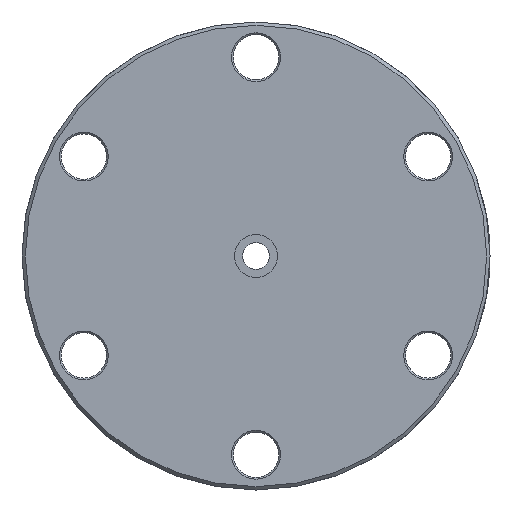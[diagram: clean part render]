
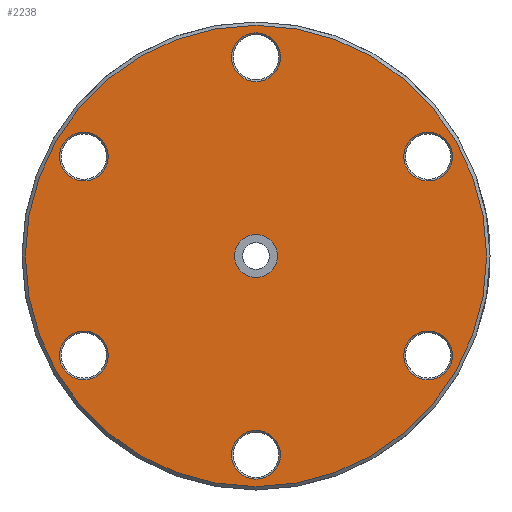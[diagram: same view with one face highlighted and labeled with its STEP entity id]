
A CAD part, front view. The second image highlights one B-rep face of the part: STEP entity #2238.
In plain terms, the highlighted planar face has unit normal (0, -1, 0).
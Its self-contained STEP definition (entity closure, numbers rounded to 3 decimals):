
#186=FACE_BOUND('',#406,.T.);
#187=FACE_BOUND('',#407,.T.);
#188=FACE_BOUND('',#408,.T.);
#189=FACE_BOUND('',#409,.T.);
#190=FACE_BOUND('',#410,.T.);
#191=FACE_BOUND('',#411,.T.);
#192=FACE_BOUND('',#412,.T.);
#209=PLANE('',#2435);
#276=FACE_OUTER_BOUND('',#405,.T.);
#405=EDGE_LOOP('',(#1521));
#406=EDGE_LOOP('',(#1522));
#407=EDGE_LOOP('',(#1523));
#408=EDGE_LOOP('',(#1524));
#409=EDGE_LOOP('',(#1525));
#410=EDGE_LOOP('',(#1526));
#411=EDGE_LOOP('',(#1527));
#412=EDGE_LOOP('',(#1528));
#833=CIRCLE('',#2429,3.175);
#837=CIRCLE('',#2434,34.05);
#838=CIRCLE('',#2436,3.6);
#839=CIRCLE('',#2437,3.6);
#840=CIRCLE('',#2438,3.6);
#841=CIRCLE('',#2439,3.6);
#842=CIRCLE('',#2440,3.6);
#843=CIRCLE('',#2441,3.6);
#928=VERTEX_POINT('',#3207);
#932=VERTEX_POINT('',#3217);
#933=VERTEX_POINT('',#3221);
#934=VERTEX_POINT('',#3223);
#935=VERTEX_POINT('',#3225);
#936=VERTEX_POINT('',#3227);
#937=VERTEX_POINT('',#3229);
#938=VERTEX_POINT('',#3231);
#1161=EDGE_CURVE('',#928,#928,#833,.T.);
#1167=EDGE_CURVE('',#932,#932,#837,.T.);
#1168=EDGE_CURVE('',#933,#933,#838,.T.);
#1169=EDGE_CURVE('',#934,#934,#839,.T.);
#1170=EDGE_CURVE('',#935,#935,#840,.T.);
#1171=EDGE_CURVE('',#936,#936,#841,.T.);
#1172=EDGE_CURVE('',#937,#937,#842,.T.);
#1173=EDGE_CURVE('',#938,#938,#843,.T.);
#1521=ORIENTED_EDGE('',*,*,#1167,.F.);
#1522=ORIENTED_EDGE('',*,*,#1161,.T.);
#1523=ORIENTED_EDGE('',*,*,#1168,.F.);
#1524=ORIENTED_EDGE('',*,*,#1169,.F.);
#1525=ORIENTED_EDGE('',*,*,#1170,.F.);
#1526=ORIENTED_EDGE('',*,*,#1171,.F.);
#1527=ORIENTED_EDGE('',*,*,#1172,.F.);
#1528=ORIENTED_EDGE('',*,*,#1173,.F.);
#2238=ADVANCED_FACE('',(#276,#186,#187,#188,#189,#190,#191,#192),#209,.T.);
#2429=AXIS2_PLACEMENT_3D('',#3208,#2645,#2646);
#2434=AXIS2_PLACEMENT_3D('',#3219,#2657,#2658);
#2435=AXIS2_PLACEMENT_3D('',#3220,#2659,#2660);
#2436=AXIS2_PLACEMENT_3D('',#3222,#2661,#2662);
#2437=AXIS2_PLACEMENT_3D('',#3224,#2663,#2664);
#2438=AXIS2_PLACEMENT_3D('',#3226,#2665,#2666);
#2439=AXIS2_PLACEMENT_3D('',#3228,#2667,#2668);
#2440=AXIS2_PLACEMENT_3D('',#3230,#2669,#2670);
#2441=AXIS2_PLACEMENT_3D('',#3232,#2671,#2672);
#2645=DIRECTION('center_axis',(0.,1.,0.));
#2646=DIRECTION('ref_axis',(-1.,0.,0.));
#2657=DIRECTION('center_axis',(0.,1.,0.));
#2658=DIRECTION('ref_axis',(1.,0.,0.));
#2659=DIRECTION('center_axis',(0.,-1.,0.));
#2660=DIRECTION('ref_axis',(0.,0.,-1.));
#2661=DIRECTION('center_axis',(0.,-1.,0.));
#2662=DIRECTION('ref_axis',(0.5,0.,0.866));
#2663=DIRECTION('center_axis',(0.,-1.,0.));
#2664=DIRECTION('ref_axis',(-1.,0.,0.));
#2665=DIRECTION('center_axis',(0.,-1.,0.));
#2666=DIRECTION('ref_axis',(0.5,0.,-0.866));
#2667=DIRECTION('center_axis',(0.,-1.,0.));
#2668=DIRECTION('ref_axis',(1.,0.,0.));
#2669=DIRECTION('center_axis',(0.,-1.,0.));
#2670=DIRECTION('ref_axis',(-0.5,0.,-0.866));
#2671=DIRECTION('center_axis',(0.,-1.,0.));
#2672=DIRECTION('ref_axis',(-0.5,0.,0.866));
#3207=CARTESIAN_POINT('',(3.175,0.,0.));
#3208=CARTESIAN_POINT('Origin',(0.,0.,0.));
#3217=CARTESIAN_POINT('',(-34.05,0.,0.));
#3219=CARTESIAN_POINT('Origin',(0.,0.,0.));
#3220=CARTESIAN_POINT('Origin',(-34.55,0.,0.));
#3221=CARTESIAN_POINT('',(23.618,0.,-17.793));
#3222=CARTESIAN_POINT('Origin',(25.418,0.,-14.675));
#3223=CARTESIAN_POINT('',(3.6,0.,29.35));
#3224=CARTESIAN_POINT('Origin',(0.,0.,29.35));
#3225=CARTESIAN_POINT('',(-27.218,0.,-11.557));
#3226=CARTESIAN_POINT('Origin',(-25.418,0.,-14.675));
#3227=CARTESIAN_POINT('',(-3.6,0.,-29.35));
#3228=CARTESIAN_POINT('Origin',(0.,0.,-29.35));
#3229=CARTESIAN_POINT('',(-23.618,0.,17.793));
#3230=CARTESIAN_POINT('Origin',(-25.418,0.,14.675));
#3231=CARTESIAN_POINT('',(27.218,0.,11.557));
#3232=CARTESIAN_POINT('Origin',(25.418,0.,14.675));
